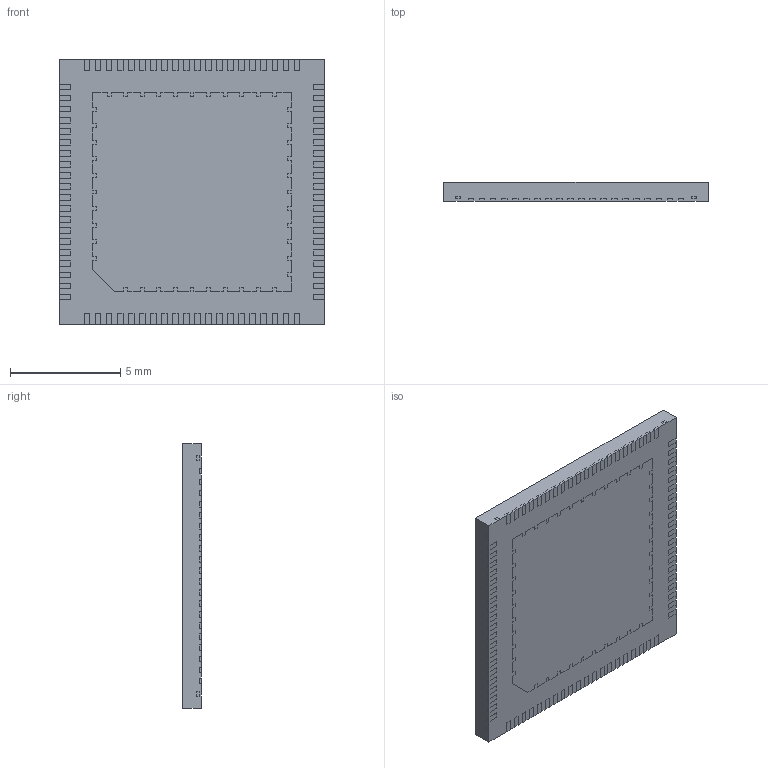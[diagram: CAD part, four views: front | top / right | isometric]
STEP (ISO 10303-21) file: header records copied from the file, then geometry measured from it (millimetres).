
FILE_DESCRIPTION (( 'STEP AP214' ), '1' );
FILE_NAME ('12x12_80_5.STEP', '2013-08-19T15:45:25', ( 'sw2011vm-Admin' ), ( '' ), 'SwSTEP 2.0', 'SolidWorks 2012', '' );
FILE_SCHEMA (( 'AUTOMOTIVE_DESIGN' ));
Length unit declared in the file: millimetre
Products named in the file (1): 12x12_80_5
Bounding box: 12 x 0.84 x 12 mm (x, y, z)
Volume: 40 mm3; surface area: 917.1 mm2
Topology: 244 solids, 244 shells, 4219 faces, 11041 edges, 7142 vertices
Faces by surface type: plane 4219
Entity records: 128951 total; most frequent: CARTESIAN_POINT 22403, ORIENTED_EDGE 22082, DIRECTION 19481, LINE 11041, VECTOR 11041, EDGE_CURVE 11041, VERTEX_POINT 7142, EDGE_LOOP 4229
